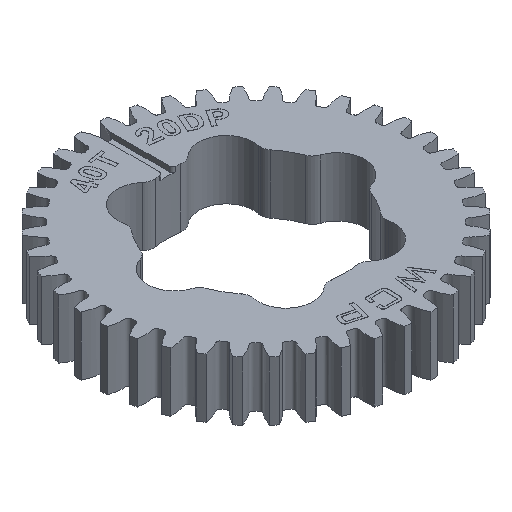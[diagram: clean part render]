
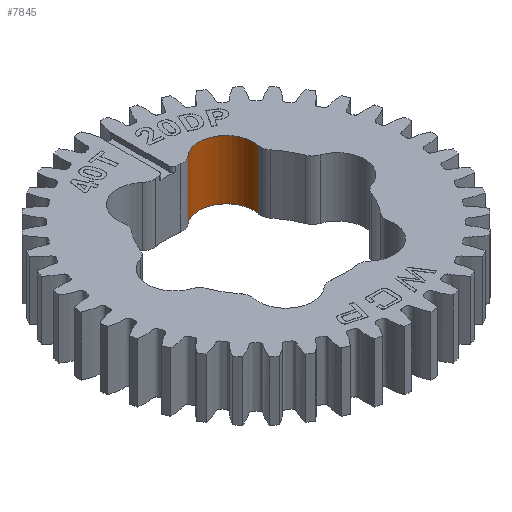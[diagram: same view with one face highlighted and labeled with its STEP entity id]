
A CAD part, isometric view. The second image highlights one B-rep face of the part: STEP entity #7845.
In plain terms, the highlighted cylindrical face has radius 4.366 mm (diameter 8.731 mm), a partial arc.
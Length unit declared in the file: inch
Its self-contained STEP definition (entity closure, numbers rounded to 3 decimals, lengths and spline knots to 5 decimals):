
#237 = AXIS2_PLACEMENT_3D ( 'NONE', #247, #22682, #13828 ) ;
#247 = CARTESIAN_POINT ( 'NONE',  ( 0.25781, 0.44654, 0.1875 ) ) ;
#491 = VECTOR ( 'NONE', #21915, 39.37008 ) ;
#857 = CARTESIAN_POINT ( 'NONE',  ( 0.25781, 0.44654, -0.1875 ) ) ;
#979 = DIRECTION ( 'NONE',  ( 0., 0., -1. ) ) ;
#2131 = CYLINDRICAL_SURFACE ( 'NONE', #24124, 0.17188 ) ;
#2238 = EDGE_CURVE ( 'NONE', #23302, #8707, #13107, .T. ) ;
#3968 = AXIS2_PLACEMENT_3D ( 'NONE', #857, #979, #8324 ) ;
#4214 = CARTESIAN_POINT ( 'NONE',  ( 0.25781, 0.44654, 0.25 ) ) ;
#5424 = CARTESIAN_POINT ( 'NONE',  ( 0.14437, 0.57566, -0.1875 ) ) ;
#6130 = ORIENTED_EDGE ( 'NONE', *, *, #13093, .F. ) ;
#7582 = EDGE_LOOP ( 'NONE', ( #9957, #23885, #6130, #24001 ) ) ;
#7845 = ADVANCED_FACE ( 'NONE', ( #17342 ), #2131, .F. ) ;
#8324 = DIRECTION ( 'NONE',  ( 1., 0., 0. ) ) ;
#8515 = CARTESIAN_POINT ( 'NONE',  ( 0.42635, 0.41286, -0.1875 ) ) ;
#8707 = VERTEX_POINT ( 'NONE', #5424 ) ;
#9957 = ORIENTED_EDGE ( 'NONE', *, *, #2238, .T. ) ;
#10623 = CARTESIAN_POINT ( 'NONE',  ( 0.42635, 0.41286, 0.25 ) ) ;
#11556 = CARTESIAN_POINT ( 'NONE',  ( 0.42635, 0.41286, 0.1875 ) ) ;
#11813 = DIRECTION ( 'NONE',  ( 0., 0., -1. ) ) ;
#13093 = EDGE_CURVE ( 'NONE', #17955, #24060, #20189, .T. ) ;
#13107 = LINE ( 'NONE', #13231, #16318 ) ;
#13231 = CARTESIAN_POINT ( 'NONE',  ( 0.14437, 0.57566, 0.25 ) ) ;
#13828 = DIRECTION ( 'NONE',  ( -1., 0., 0. ) ) ;
#15544 = EDGE_CURVE ( 'NONE', #8707, #24060, #19240, .T. ) ;
#16318 = VECTOR ( 'NONE', #18751, 39.37008 ) ;
#17342 = FACE_OUTER_BOUND ( 'NONE', #7582, .T. ) ;
#17955 = VERTEX_POINT ( 'NONE', #11556 ) ;
#18087 = CARTESIAN_POINT ( 'NONE',  ( 0.14437, 0.57566, 0.1875 ) ) ;
#18648 = CIRCLE ( 'NONE', #237, 0.17188 ) ;
#18751 = DIRECTION ( 'NONE',  ( 0., 0., -1. ) ) ;
#19240 = CIRCLE ( 'NONE', #3968, 0.17188 ) ;
#20189 = LINE ( 'NONE', #10623, #491 ) ;
#21133 = DIRECTION ( 'NONE',  ( -1., 0., 0. ) ) ;
#21915 = DIRECTION ( 'NONE',  ( 0., 0., -1. ) ) ;
#22682 = DIRECTION ( 'NONE',  ( 0., 0., 1. ) ) ;
#23302 = VERTEX_POINT ( 'NONE', #18087 ) ;
#23626 = EDGE_CURVE ( 'NONE', #17955, #23302, #18648, .T. ) ;
#23885 = ORIENTED_EDGE ( 'NONE', *, *, #15544, .T. ) ;
#24001 = ORIENTED_EDGE ( 'NONE', *, *, #23626, .T. ) ;
#24060 = VERTEX_POINT ( 'NONE', #8515 ) ;
#24124 = AXIS2_PLACEMENT_3D ( 'NONE', #4214, #11813, #21133 ) ;
